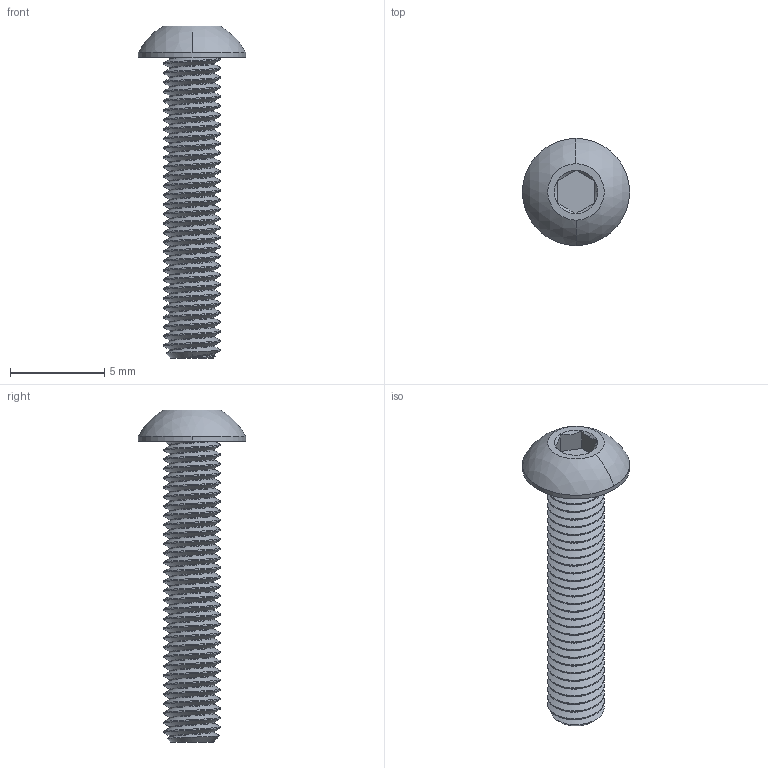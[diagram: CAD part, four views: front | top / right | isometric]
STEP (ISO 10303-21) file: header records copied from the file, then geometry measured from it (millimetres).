
FILE_DESCRIPTION (( 'STEP AP203' ), '1' );
FILE_NAME ('94500A265_316 Stainless Steel Button Head Hex Drive Screws.STEP', '2021-07-08T07:26:12', ( 'Administrator' ), ( 'Managed by Terraform' ), 'SwSTEP 2.0', 'SolidWorks 2017', '' );
FILE_SCHEMA (( 'CONFIG_CONTROL_DESIGN' ));
Length unit declared in the file: millimetre
Products named in the file (1): 94500A265_316 Stainless Steel Button Head Hex Drive Screws
Bounding box: 5.7 x 5.7 x 17.65 mm (x, y, z)
Volume: 117.2 mm3; surface area: 306.1 mm2
Topology: 1 solids, 1 shells, 90 faces, 246 edges, 160 vertices
Faces by surface type: cylinder 65, cone 10, plane 10, bspline 3, sphere 2
Entity records: 6472 total; most frequent: CARTESIAN_POINT 4527, ORIENTED_EDGE 492, DIRECTION 298, EDGE_CURVE 246, VERTEX_POINT 160, AXIS2_PLACEMENT_3D 109, EDGE_LOOP 92, FACE_OUTER_BOUND 90
